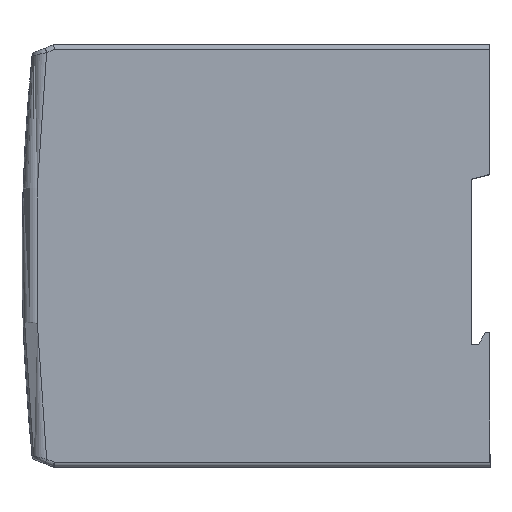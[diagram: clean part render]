
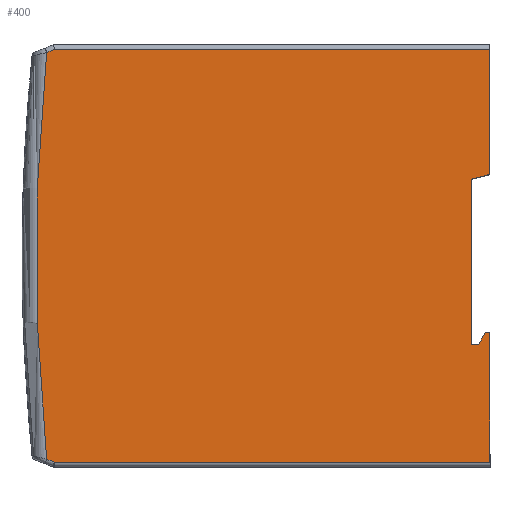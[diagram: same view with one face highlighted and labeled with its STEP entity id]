
A CAD part, top view. The second image highlights one B-rep face of the part: STEP entity #400.
In plain terms, the highlighted planar face has unit normal (0, 0, 1).
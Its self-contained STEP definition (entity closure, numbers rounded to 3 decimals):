
#400=ADVANCED_FACE('',(#3104),#3106,.T.);
#3104=FACE_BOUND('',#3105,.T.);
#3105=EDGE_LOOP('',(#6837,#6838,#6839,#6840,#6841,#6842,#6843,#6844,#6845,#6846,
#6847,#6848));
#3106=PLANE('',#3107);
#3107=AXIS2_PLACEMENT_3D('',#3108,#3109,#3110);
#3108=CARTESIAN_POINT('',(421.327,44.75,40.));
#3109=DIRECTION('',(0.,0.,1.));
#3110=DIRECTION('',(1.,0.,0.));
#6837=ORIENTED_EDGE('',*,*,#9220,.T.);
#6838=ORIENTED_EDGE('',*,*,#9221,.T.);
#6839=ORIENTED_EDGE('',*,*,#9222,.T.);
#6840=ORIENTED_EDGE('',*,*,#9223,.T.);
#6841=ORIENTED_EDGE('',*,*,#9224,.T.);
#6842=ORIENTED_EDGE('',*,*,#9199,.T.);
#6843=ORIENTED_EDGE('',*,*,#9203,.T.);
#6844=ORIENTED_EDGE('',*,*,#9206,.T.);
#6845=ORIENTED_EDGE('',*,*,#9209,.T.);
#6846=ORIENTED_EDGE('',*,*,#9212,.T.);
#6847=ORIENTED_EDGE('',*,*,#9215,.T.);
#6848=ORIENTED_EDGE('',*,*,#9217,.T.);
#9199=EDGE_CURVE('',#10055,#10053,#10056,.T.);
#9203=EDGE_CURVE('',#10053,#10060,#10062,.T.);
#9206=EDGE_CURVE('',#10060,#10065,#10067,.T.);
#9209=EDGE_CURVE('',#10065,#10070,#10072,.T.);
#9212=EDGE_CURVE('',#10070,#10075,#10077,.T.);
#9215=EDGE_CURVE('',#10075,#10080,#10082,.T.);
#9217=EDGE_CURVE('',#10080,#10083,#10085,.T.);
#9220=EDGE_CURVE('',#10083,#10089,#10090,.T.);
#9221=EDGE_CURVE('',#10089,#10091,#10092,.T.);
#9222=EDGE_CURVE('',#10091,#10093,#10094,.T.);
#9223=EDGE_CURVE('',#10093,#10095,#10096,.T.);
#9224=EDGE_CURVE('',#10095,#10055,#10097,.T.);
#10053=VERTEX_POINT('',#13200);
#10055=VERTEX_POINT('',#13204);
#10056=LINE('',#13205,#13206);
#10060=VERTEX_POINT('',#13216);
#10062=LINE('',#13220,#13221);
#10065=VERTEX_POINT('',#13227);
#10067=LINE('',#13231,#13232);
#10070=VERTEX_POINT('',#13238);
#10072=LINE('',#13242,#13243);
#10075=VERTEX_POINT('',#13249);
#10077=LINE('',#13253,#13254);
#10080=VERTEX_POINT('',#13260);
#10082=LINE('',#13264,#13265);
#10083=VERTEX_POINT('',#13267);
#10085=LINE('',#13272,#13273);
#10089=VERTEX_POINT('',#13283);
#10090=LINE('',#13284,#13285);
#10091=VERTEX_POINT('',#13287);
#10092=LINE('',#13288,#13289);
#10093=VERTEX_POINT('',#13291);
#10094=CIRCLE('',#13292,418.327);
#10095=VERTEX_POINT('',#13296);
#10096=LINE('',#13297,#13298);
#10097=LINE('',#13300,#13301);
#13200=CARTESIAN_POINT('',(99.2,28.5,40.));
#13204=CARTESIAN_POINT('',(99.2,1.,40.));
#13205=CARTESIAN_POINT('',(99.2,1.,40.));
#13206=VECTOR('',#13207,1.);
#13207=DIRECTION('',(0.,1.,0.));
#13216=CARTESIAN_POINT('',(98.2,28.5,40.));
#13220=CARTESIAN_POINT('',(99.2,28.5,40.));
#13221=VECTOR('',#13222,1.);
#13222=DIRECTION('',(-1.,0.,0.));
#13227=CARTESIAN_POINT('',(96.8,26.,40.));
#13231=CARTESIAN_POINT('',(98.2,28.5,40.));
#13232=VECTOR('',#13233,1.);
#13233=DIRECTION('',(-0.489,-0.873,0.));
#13238=CARTESIAN_POINT('',(95.2,26.,40.));
#13242=CARTESIAN_POINT('',(96.8,26.,40.));
#13243=VECTOR('',#13244,1.);
#13244=DIRECTION('',(-1.,0.,0.));
#13249=CARTESIAN_POINT('',(95.2,61.,40.));
#13253=CARTESIAN_POINT('',(95.2,26.,40.));
#13254=VECTOR('',#13255,1.);
#13255=DIRECTION('',(0.,1.,0.));
#13260=CARTESIAN_POINT('',(99.2,62.,40.));
#13264=CARTESIAN_POINT('',(95.2,61.,40.));
#13265=VECTOR('',#13266,1.);
#13266=DIRECTION('',(0.97,0.243,0.));
#13267=CARTESIAN_POINT('',(99.2,88.5,40.));
#13272=CARTESIAN_POINT('',(99.2,62.,40.));
#13273=VECTOR('',#13274,1.);
#13274=DIRECTION('',(0.,1.,0.));
#13283=CARTESIAN_POINT('',(6.888,88.5,40.));
#13284=CARTESIAN_POINT('',(99.2,88.5,40.));
#13285=VECTOR('',#13286,1.);
#13286=DIRECTION('',(-1.,0.,0.));
#13287=CARTESIAN_POINT('',(5.227,87.854,40.));
#13288=CARTESIAN_POINT('',(6.888,88.5,40.));
#13289=VECTOR('',#13290,1.);
#13290=DIRECTION('',(-0.932,-0.362,0.));
#13291=CARTESIAN_POINT('',(5.227,1.646,40.));
#13292=AXIS2_PLACEMENT_3D('',#13293,#13294,#13295);
#13293=CARTESIAN_POINT('',(421.327,44.75,40.));
#13294=DIRECTION('',(0.,0.,1.));
#13295=DIRECTION('',(-0.995,0.103,0.));
#13296=CARTESIAN_POINT('',(6.888,1.,40.));
#13297=CARTESIAN_POINT('',(5.227,1.646,40.));
#13298=VECTOR('',#13299,1.);
#13299=DIRECTION('',(0.932,-0.362,0.));
#13300=CARTESIAN_POINT('',(6.888,1.,40.));
#13301=VECTOR('',#13302,1.);
#13302=DIRECTION('',(1.,0.,0.));
